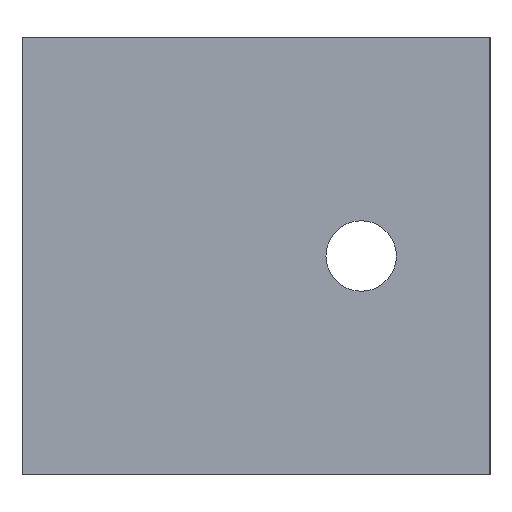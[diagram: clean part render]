
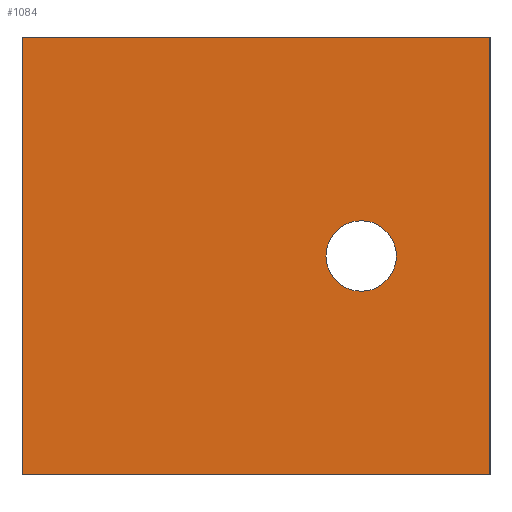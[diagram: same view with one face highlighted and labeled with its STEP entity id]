
A CAD part, left-side view. The second image highlights one B-rep face of the part: STEP entity #1084.
In plain terms, the highlighted planar face has unit normal (-1, 0, 0).
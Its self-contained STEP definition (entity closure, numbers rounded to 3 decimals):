
#26=FACE_BOUND('',#126,.T.);
#32=PLANE('',#1147);
#67=FACE_OUTER_BOUND('',#125,.T.);
#125=EDGE_LOOP('',(#738,#739,#740,#741));
#126=EDGE_LOOP('',(#742));
#186=LINE('',#1581,#296);
#188=LINE('',#1585,#298);
#189=LINE('',#1587,#299);
#190=LINE('',#1588,#300);
#296=VECTOR('',#1264,10.);
#298=VECTOR('',#1268,10.);
#299=VECTOR('',#1269,10.);
#300=VECTOR('',#1270,10.);
#405=CIRCLE('',#1145,2.05);
#451=VERTEX_POINT('',#1571);
#454=VERTEX_POINT('',#1578);
#455=VERTEX_POINT('',#1580);
#456=VERTEX_POINT('',#1584);
#457=VERTEX_POINT('',#1586);
#563=EDGE_CURVE('',#451,#451,#405,.T.);
#566=EDGE_CURVE('',#455,#454,#186,.T.);
#568=EDGE_CURVE('',#454,#456,#188,.T.);
#569=EDGE_CURVE('',#456,#457,#189,.T.);
#570=EDGE_CURVE('',#457,#455,#190,.T.);
#738=ORIENTED_EDGE('',*,*,#566,.T.);
#739=ORIENTED_EDGE('',*,*,#568,.T.);
#740=ORIENTED_EDGE('',*,*,#569,.T.);
#741=ORIENTED_EDGE('',*,*,#570,.T.);
#742=ORIENTED_EDGE('',*,*,#563,.T.);
#1084=ADVANCED_FACE('',(#67,#26),#32,.T.);
#1145=AXIS2_PLACEMENT_3D('',#1573,#1258,#1259);
#1147=AXIS2_PLACEMENT_3D('',#1583,#1266,#1267);
#1258=DIRECTION('center_axis',(1.,0.,0.));
#1259=DIRECTION('ref_axis',(0.,0.,-1.));
#1264=DIRECTION('',(0.,0.,1.));
#1266=DIRECTION('center_axis',(-1.,0.,0.));
#1267=DIRECTION('ref_axis',(0.,0.,1.));
#1268=DIRECTION('',(0.,1.,0.));
#1269=DIRECTION('',(0.,0.,-1.));
#1270=DIRECTION('',(0.,-1.,0.));
#1571=CARTESIAN_POINT('',(7.25,7.5,-10.7));
#1573=CARTESIAN_POINT('Origin',(7.25,7.5,-12.75));
#1578=CARTESIAN_POINT('',(7.25,0.,0.));
#1580=CARTESIAN_POINT('',(7.25,0.,-25.5));
#1581=CARTESIAN_POINT('',(7.25,0.,0.));
#1583=CARTESIAN_POINT('Origin',(7.25,13.625,-12.75));
#1584=CARTESIAN_POINT('',(7.25,27.25,0.));
#1585=CARTESIAN_POINT('',(7.25,27.25,0.));
#1586=CARTESIAN_POINT('',(7.25,27.25,-25.5));
#1587=CARTESIAN_POINT('',(7.25,27.25,-25.5));
#1588=CARTESIAN_POINT('',(7.25,0.,-25.5));
